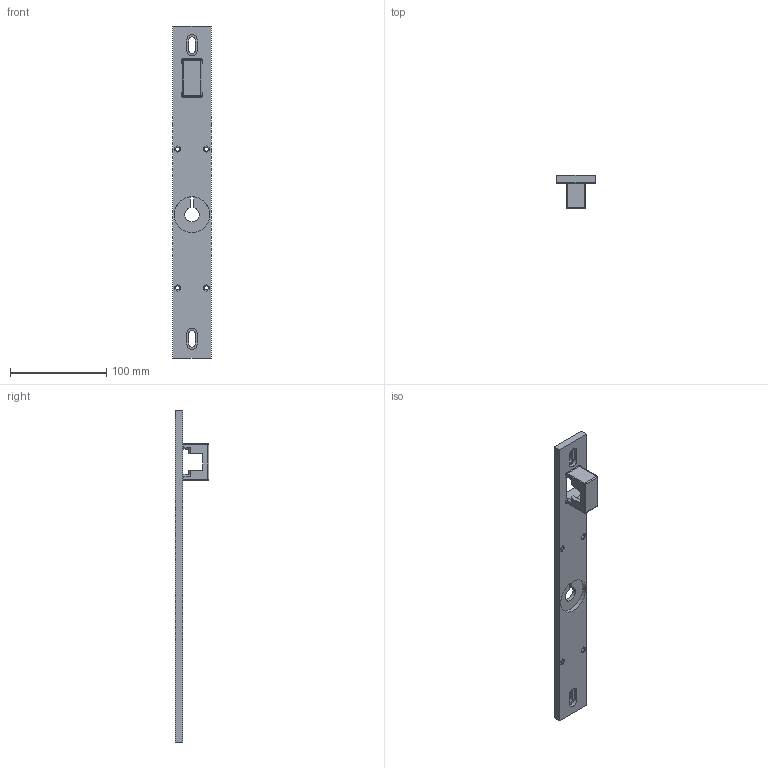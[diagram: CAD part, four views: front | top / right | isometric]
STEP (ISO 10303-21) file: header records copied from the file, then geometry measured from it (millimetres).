
FILE_DESCRIPTION((''),'2;1');
FILE_NAME('EUCHNER_096_613_6R2F5BILFCRP13L','2011-11-04T',('dhelisch'),(''),'PRO/ENGINEER BY PARAMETRIC TECHNOLOGY CORPORATION, 2007250','PRO/ENGINEER BY PARAMETRIC TECHNOLOGY CORPORATION, 2007250','');
FILE_SCHEMA(('CONFIG_CONTROL_DESIGN'));
Length unit declared in the file: millimetre
Products named in the file (1): EUCHNER_096_613_6R2F5BILFCRP13L
Bounding box: 40 x 35 x 345 mm (x, y, z)
Volume: 82840.3 mm3; surface area: 45455.3 mm2
Topology: 1 solids, 1 shells, 270 faces, 707 edges, 459 vertices
Faces by surface type: plane 199, cylinder 63, torus 4, sphere 4
Entity records: 10431 total; most frequent: CARTESIAN_POINT 1470, ORIENTED_EDGE 1406, DIRECTION 1355, PRESENTATION_STYLE_ASSIGNMENT 704, STYLED_ITEM 704, CURVE_STYLE 703, EDGE_CURVE 703, VECTOR 575
